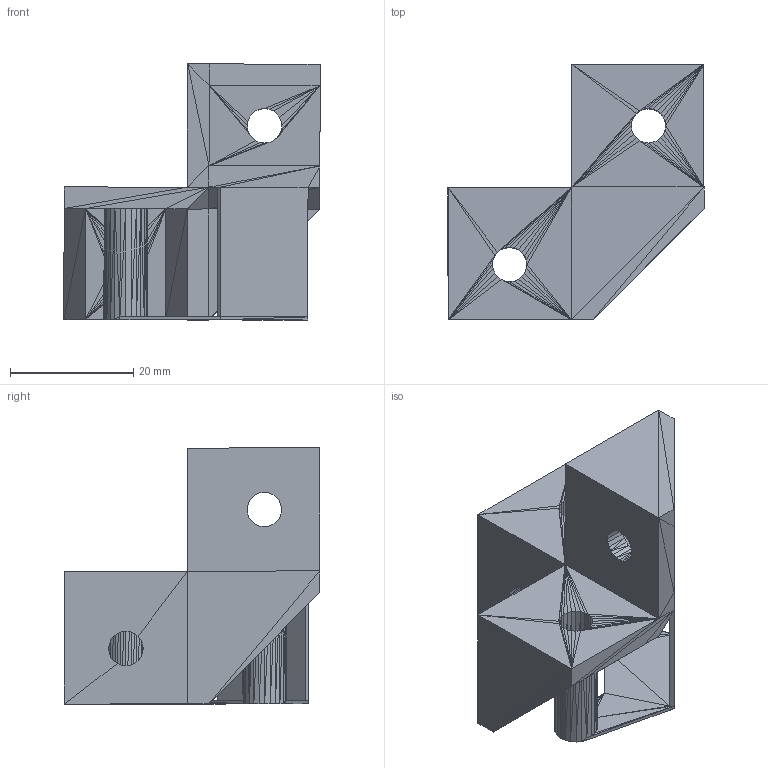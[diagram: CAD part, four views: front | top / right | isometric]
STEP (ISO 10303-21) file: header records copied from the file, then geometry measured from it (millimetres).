
FILE_DESCRIPTION(('FreeCAD Model'),'2;1');
FILE_NAME( 'InnerCornerSupportFromSTL.step' ,'2015-11-13T01:22:14',('FreeCAD'),('FreeCAD'), 'Open CASCADE STEP processor 6.7','FreeCAD','Unknown');
FILE_SCHEMA(('AUTOMOTIVE_DESIGN_CC2 { 1 2 10303 214 -1 1 5 4 }'));
Length unit declared in the file: millimetre
Products named in the file (1): InnerCornerSupportFromSTL
Bounding box: 41.57 x 41.51 x 41.58 mm (x, y, z)
Volume: 12519.4 mm3; surface area: 10689.9 mm2
Topology: 1 solids, 1 shells, 579 faces, 1038 edges, 448 vertices
Faces by surface type: plane 579
Entity records: 25686 total; most frequent: CARTESIAN_POINT 4779, DIRECTION 3637, LINE 2477, VECTOR 2477, ORIENTED_EDGE 2076, PCURVE 2076, DEFINITIONAL_REPRESENTATION 2076, EDGE_CURVE 1038
